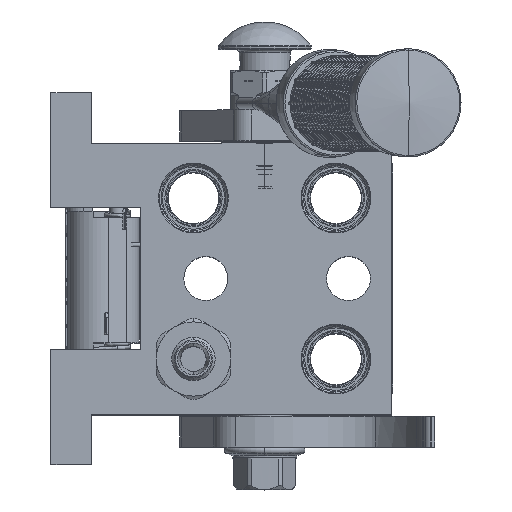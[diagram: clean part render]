
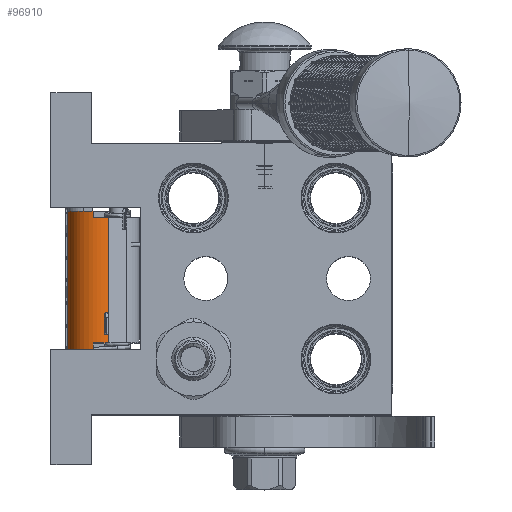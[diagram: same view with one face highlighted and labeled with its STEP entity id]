
A CAD part, top view. The second image highlights one B-rep face of the part: STEP entity #96910.
In plain terms, the highlighted cylindrical face has radius 9.5 mm (diameter 19 mm), a partial arc.
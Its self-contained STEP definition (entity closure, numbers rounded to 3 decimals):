
#1401 = EDGE_CURVE ( 'NONE', #152245, #67180, #30212, .T. ) ;
#2101 = CARTESIAN_POINT ( 'NONE',  ( 20.25, 0., -56.881 ) ) ;
#3356 = VECTOR ( 'NONE', #107359, 1000. ) ;
#5232 = CARTESIAN_POINT ( 'NONE',  ( -22.25, -1.5, -47.5 ) ) ;
#6719 = CARTESIAN_POINT ( 'NONE',  ( 22.25, 0., -56.881 ) ) ;
#14273 = CIRCLE ( 'NONE', #111192, 9.5 ) ;
#17619 = DIRECTION ( 'NONE',  ( -1., 0., 0. ) ) ;
#18115 = CARTESIAN_POINT ( 'NONE',  ( -22.25, -1.5, -47.5 ) ) ;
#26680 = CIRCLE ( 'NONE', #39367, 9.5 ) ;
#28403 = CYLINDRICAL_SURFACE ( 'NONE', #103866, 9.5 ) ;
#30212 = LINE ( 'NONE', #64397, #83455 ) ;
#31297 = ORIENTED_EDGE ( 'NONE', *, *, #97216, .T. ) ;
#39367 = AXIS2_PLACEMENT_3D ( 'NONE', #170307, #155491, #80439 ) ;
#45105 = EDGE_CURVE ( 'NONE', #172566, #62691, #121401, .T. ) ;
#47169 = CARTESIAN_POINT ( 'NONE',  ( -22.25, 0., -56.881 ) ) ;
#49954 = DIRECTION ( 'NONE',  ( 0., -1., 0. ) ) ;
#50375 = CARTESIAN_POINT ( 'NONE',  ( -20.25, 0., -56.881 ) ) ;
#56169 = EDGE_CURVE ( 'NONE', #111132, #125065, #177555, .T. ) ;
#57045 = CARTESIAN_POINT ( 'NONE',  ( -20.25, -5.154, -56.269 ) ) ;
#62691 = VERTEX_POINT ( 'NONE', #50375 ) ;
#64397 = CARTESIAN_POINT ( 'NONE',  ( -22.25, 8., -47.5 ) ) ;
#67058 = CARTESIAN_POINT ( 'NONE',  ( 20.25, 0., -56.881 ) ) ;
#67180 = VERTEX_POINT ( 'NONE', #128306 ) ;
#69594 = CARTESIAN_POINT ( 'NONE',  ( 20.25, -1.5, -47.5 ) ) ;
#71228 = ORIENTED_EDGE ( 'NONE', *, *, #107080, .F. ) ;
#77579 = DIRECTION ( 'NONE',  ( 0., 0.158, -0.987 ) ) ;
#80439 = DIRECTION ( 'NONE',  ( 0., 0.158, -0.987 ) ) ;
#83455 = VECTOR ( 'NONE', #167841, 1000. ) ;
#83468 = CARTESIAN_POINT ( 'NONE',  ( 20.25, -5.154, -56.269 ) ) ;
#88390 = AXIS2_PLACEMENT_3D ( 'NONE', #18115, #136444, #77579 ) ;
#88922 = ORIENTED_EDGE ( 'NONE', *, *, #107516, .F. ) ;
#89370 = ORIENTED_EDGE ( 'NONE', *, *, #45105, .F. ) ;
#93291 = CIRCLE ( 'NONE', #88390, 9.5 ) ;
#96910 = ADVANCED_FACE ( 'NONE', ( #97785 ), #28403, .T. ) ;
#97216 = EDGE_CURVE ( 'NONE', #111132, #62691, #14273, .T. ) ;
#97785 = FACE_OUTER_BOUND ( 'NONE', #110330, .T. ) ;
#101593 = DIRECTION ( 'NONE',  ( 1., 0., 0. ) ) ;
#102886 = CARTESIAN_POINT ( 'NONE',  ( -20.25, -1.5, -47.5 ) ) ;
#103866 = AXIS2_PLACEMENT_3D ( 'NONE', #5232, #17619, #49954 ) ;
#107080 = EDGE_CURVE ( 'NONE', #125065, #136821, #165485, .T. ) ;
#107359 = DIRECTION ( 'NONE',  ( 1., 0., 0. ) ) ;
#107516 = EDGE_CURVE ( 'NONE', #124545, #67180, #26680, .T. ) ;
#110330 = EDGE_LOOP ( 'NONE', ( #143101, #31297, #89370, #180305, #169443, #88922, #168660, #71228 ) ) ;
#111132 = VERTEX_POINT ( 'NONE', #57045 ) ;
#111192 = AXIS2_PLACEMENT_3D ( 'NONE', #102886, #101593, #147500 ) ;
#121401 = LINE ( 'NONE', #180409, #3356 ) ;
#124545 = VERTEX_POINT ( 'NONE', #6719 ) ;
#125065 = VERTEX_POINT ( 'NONE', #83468 ) ;
#128306 = CARTESIAN_POINT ( 'NONE',  ( 22.25, 8., -47.5 ) ) ;
#129705 = CARTESIAN_POINT ( 'NONE',  ( -22.25, 8., -47.5 ) ) ;
#136444 = DIRECTION ( 'NONE',  ( 1., 0., 0. ) ) ;
#136821 = VERTEX_POINT ( 'NONE', #2101 ) ;
#138235 = VECTOR ( 'NONE', #156538, 1000. ) ;
#143101 = ORIENTED_EDGE ( 'NONE', *, *, #56169, .F. ) ;
#144579 = DIRECTION ( 'NONE',  ( 0., -0.385, -0.923 ) ) ;
#147500 = DIRECTION ( 'NONE',  ( 0., -0.385, -0.923 ) ) ;
#152245 = VERTEX_POINT ( 'NONE', #129705 ) ;
#154612 = AXIS2_PLACEMENT_3D ( 'NONE', #69594, #156927, #144579 ) ;
#155491 = DIRECTION ( 'NONE',  ( 1., 0., 0. ) ) ;
#155828 = EDGE_CURVE ( 'NONE', #172566, #152245, #93291, .T. ) ;
#156538 = DIRECTION ( 'NONE',  ( 1., 0., 0. ) ) ;
#156923 = DIRECTION ( 'NONE',  ( 1., 0., 0. ) ) ;
#156927 = DIRECTION ( 'NONE',  ( 1., 0., 0. ) ) ;
#157050 = VECTOR ( 'NONE', #156923, 1000. ) ;
#163892 = LINE ( 'NONE', #67058, #157050 ) ;
#165485 = CIRCLE ( 'NONE', #154612, 9.5 ) ;
#167841 = DIRECTION ( 'NONE',  ( 1., 0., 0. ) ) ;
#168660 = ORIENTED_EDGE ( 'NONE', *, *, #185379, .F. ) ;
#169443 = ORIENTED_EDGE ( 'NONE', *, *, #1401, .T. ) ;
#170307 = CARTESIAN_POINT ( 'NONE',  ( 22.25, -1.5, -47.5 ) ) ;
#171318 = CARTESIAN_POINT ( 'NONE',  ( -20.25, -5.154, -56.269 ) ) ;
#172566 = VERTEX_POINT ( 'NONE', #47169 ) ;
#177555 = LINE ( 'NONE', #171318, #138235 ) ;
#180305 = ORIENTED_EDGE ( 'NONE', *, *, #155828, .T. ) ;
#180409 = CARTESIAN_POINT ( 'NONE',  ( -22.25, 0., -56.881 ) ) ;
#185379 = EDGE_CURVE ( 'NONE', #136821, #124545, #163892, .T. ) ;
